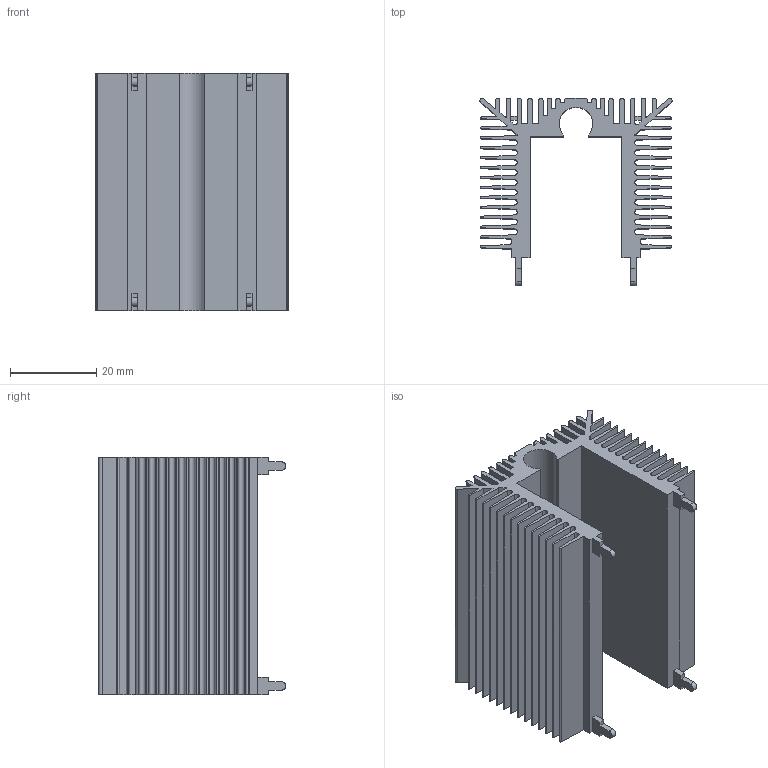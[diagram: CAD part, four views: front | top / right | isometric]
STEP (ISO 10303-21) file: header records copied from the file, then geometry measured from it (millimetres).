
FILE_DESCRIPTION((''),'2;1');
FILE_NAME('MTN-264-27','2017-07-13T',('kliu'),(''),'CREO PARAMETRIC BY PTC INC, 2014190','CREO PARAMETRIC BY PTC INC, 2014190','');
FILE_SCHEMA(('CONFIG_CONTROL_DESIGN'));
Length unit declared in the file: millimetre
Products named in the file (1): MTN-264-27
Bounding box: 44.58 x 43.5 x 55 mm (x, y, z)
Volume: 29181.7 mm3; surface area: 42719.1 mm2
Topology: 1 solids, 1 shells, 656 faces, 1908 edges, 1272 vertices
Faces by surface type: plane 579, cylinder 77
Entity records: 21392 total; most frequent: CARTESIAN_POINT 3836, ORIENTED_EDGE 3816, DIRECTION 3374, EDGE_CURVE 1908, VECTOR 1754, LINE 1754, VERTEX_POINT 1272, AXIS2_PLACEMENT_3D 810
